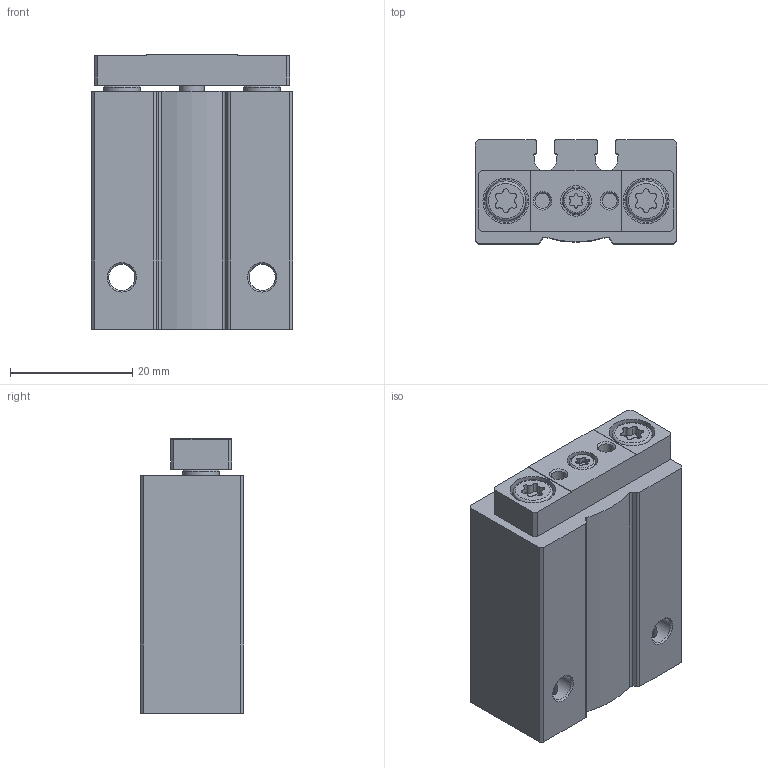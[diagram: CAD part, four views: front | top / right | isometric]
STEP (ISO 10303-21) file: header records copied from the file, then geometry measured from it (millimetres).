
FILE_DESCRIPTION(/* description */ ('STEP AP214'),/* implementation_level */ '2;1');
FILE_NAME(/* name */ '4154799_DFM-10-20-P-A-GF',/* time_stamp */ '2024-08-14T08:57:46+02:00',/* author */ ('License CC BY-ND 4.0'),/* organization */ ('CADENAS'),/* preprocessor_version */ 'ST-DEVELOPER v19.3',/* originating_system */ 'PARTsolutions',/* authorisation */ ' ');
FILE_SCHEMA (('AUTOMOTIVE_DESIGN {1 0 10303 214 3 1 1}'));
Length unit declared in the file: millimetre
Products named in the file (3): 4154799 DFM-10-20-P-A-GF---(0); 4154799 DFM-10-20-P-A-GF---(Z); 4154799 DFM-10-20-P-A-GF---(K)
Assembly tree (2 placements, depth 2):
  4154799 DFM-10-20-P-A-GF---(0)
    4154799 DFM-10-20-P-A-GF---(Z)
    4154799 DFM-10-20-P-A-GF---(K)
Bounding box: 33 x 17 x 45 mm (x, y, z)
Volume: 19666.2 mm3; surface area: 11329.5 mm2
Topology: 2 solids, 2 shells, 163 faces, 399 edges, 258 vertices
Faces by surface type: cylinder 79, plane 61, cone 20, torus 3
Full cylindrical faces by diameter (mm): 2.459 x4, 3.242 x4, 4 x2, 4.3 x2, 5 x1, 6 x4, 7.5 x2, 8 x2, 9.5 x2, 11 x1
Entity records: 4788 total; most frequent: CARTESIAN_POINT 878, DIRECTION 854, ORIENTED_EDGE 696, EDGE_CURVE 348, AXIS2_PLACEMENT_3D 348, VERTEX_POINT 256, EDGE_LOOP 250, FACE_BOUND 250
